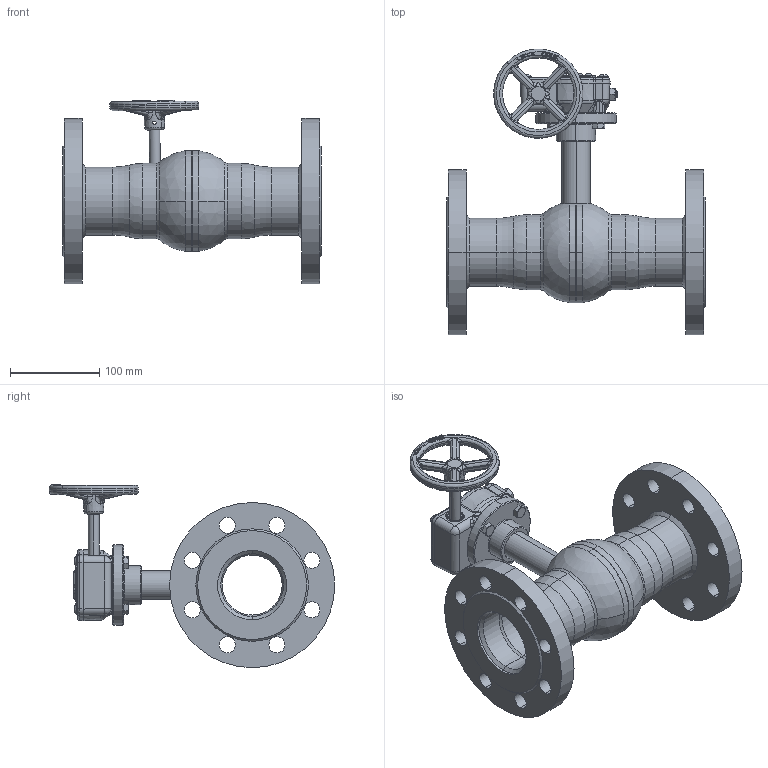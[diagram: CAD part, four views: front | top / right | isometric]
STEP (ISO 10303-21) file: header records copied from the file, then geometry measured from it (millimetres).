
FILE_DESCRIPTION (( 'STEP AP214' ), '1' );
FILE_NAME ('8600425065 480.step', '2025-05-29T08:19:15', ( '' ), ( '' ), 'SwSTEP 2.0', 'SolidWorks 2023', '' );
FILE_SCHEMA (( 'AUTOMOTIVE_DESIGN' ));
Length unit declared in the file: millimetre
Products named in the file (1): 8600425065 480
Bounding box: 290 x 319.74 x 205.33 mm (x, y, z)
Surface area: 303875.4 mm2 (no closed solid volume)
Topology: 0 solids, 22 shells, 823 faces, 2356 edges, 1500 vertices
Faces by surface type: plane 260, bspline 201, cylinder 174, cone 125, torus 44, sphere 19
Entity records: 44242 total; most frequent: CARTESIAN_POINT 25056, ORIENTED_EDGE 4094, DIRECTION 3546, EDGE_CURVE 2352, VERTEX_POINT 1500, AXIS2_PLACEMENT_3D 1377, EDGE_LOOP 909, ADVANCED_FACE 823
